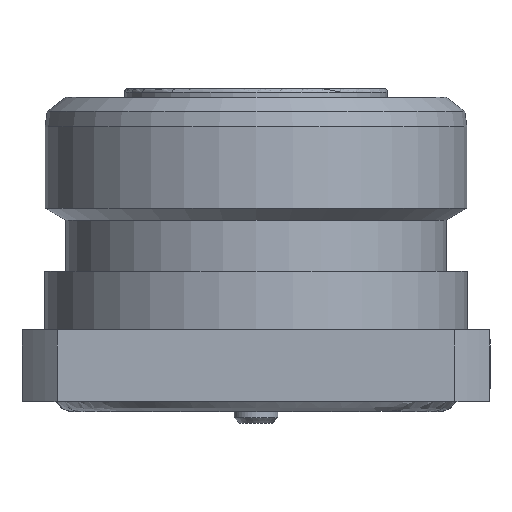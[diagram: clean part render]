
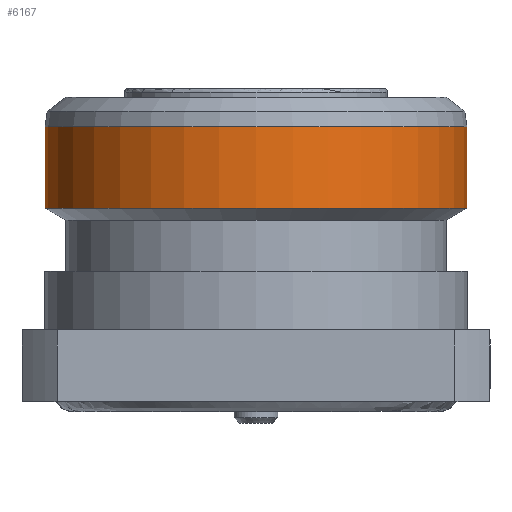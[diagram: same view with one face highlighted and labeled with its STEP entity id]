
A CAD part, front view. The second image highlights one B-rep face of the part: STEP entity #6167.
In plain terms, the highlighted cylindrical face has radius 14.42 mm (diameter 28.84 mm), a partial arc.
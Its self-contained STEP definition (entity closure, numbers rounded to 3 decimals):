
#94 = CARTESIAN_POINT ( 'NONE',  ( 14.42, 0., -2.6 ) ) ;
#95 = CARTESIAN_POINT ( 'NONE',  ( -14.42, 0., -2.6 ) ) ;
#135 = CARTESIAN_POINT ( 'NONE',  ( 14.42, 0., -8.18 ) ) ;
#201 = CARTESIAN_POINT ( 'NONE',  ( -14.42, 0., -8.18 ) ) ;
#470 = LINE ( 'NONE', #493, #492 ) ;
#491 = DIRECTION ( 'NONE',  ( 0., 0., 1. ) ) ;
#492 = VECTOR ( 'NONE', #491, 1000. ) ;
#493 = CARTESIAN_POINT ( 'NONE',  ( -14.42, 0., 1.82 ) ) ;
#3208 = FACE_OUTER_BOUND ( 'NONE', #6168, .T. ) ;
#3223 = DIRECTION ( 'NONE',  ( 1., 0., 0. ) ) ;
#3228 = CIRCLE ( 'NONE', #3296, 14.42 ) ;
#3246 = DIRECTION ( 'NONE',  ( 0., 0., -1. ) ) ;
#3247 = CARTESIAN_POINT ( 'NONE',  ( 0., 0., -8.18 ) ) ;
#3248 = DIRECTION ( 'NONE',  ( 1., 0., 0. ) ) ;
#3256 = DIRECTION ( 'NONE',  ( 0., 0., 1. ) ) ;
#3257 = CARTESIAN_POINT ( 'NONE',  ( 0., 0., 1.82 ) ) ;
#3280 = CYLINDRICAL_SURFACE ( 'NONE', #3321, 14.42 ) ;
#3296 = AXIS2_PLACEMENT_3D ( 'NONE', #3247, #3246, #3223 ) ;
#3321 = AXIS2_PLACEMENT_3D ( 'NONE', #3257, #3256, #3248 ) ;
#3659 = CIRCLE ( 'NONE', #3695, 14.42 ) ;
#3669 = DIRECTION ( 'NONE',  ( 1., 0., 0. ) ) ;
#3694 = CARTESIAN_POINT ( 'NONE',  ( 0., 0., -2.6 ) ) ;
#3695 = AXIS2_PLACEMENT_3D ( 'NONE', #3694, #3708, #3669 ) ;
#3708 = DIRECTION ( 'NONE',  ( 0., 0., -1. ) ) ;
#5079 = EDGE_CURVE ( 'NONE', #5121, #5110, #5824, .T. ) ;
#5098 = EDGE_CURVE ( 'NONE', #5172, #5111, #470, .T. ) ;
#5110 = VERTEX_POINT ( 'NONE', #94 ) ;
#5111 = VERTEX_POINT ( 'NONE', #95 ) ;
#5121 = VERTEX_POINT ( 'NONE', #135 ) ;
#5172 = VERTEX_POINT ( 'NONE', #201 ) ;
#5820 = DIRECTION ( 'NONE',  ( 0., 0., 1. ) ) ;
#5822 = VECTOR ( 'NONE', #5820, 1000. ) ;
#5823 = CARTESIAN_POINT ( 'NONE',  ( 14.42, 0., 1.82 ) ) ;
#5824 = LINE ( 'NONE', #5823, #5822 ) ;
#6167 = ADVANCED_FACE ( 'NONE', ( #3208 ), #3280, .T. ) ;
#6168 = EDGE_LOOP ( 'NONE', ( #6274, #6261, #6190, #6241 ) ) ;
#6190 = ORIENTED_EDGE ( 'NONE', *, *, #5079, .T. ) ;
#6191 = EDGE_CURVE ( 'NONE', #5121, #5172, #3228, .T. ) ;
#6241 = ORIENTED_EDGE ( 'NONE', *, *, #6284, .T. ) ;
#6261 = ORIENTED_EDGE ( 'NONE', *, *, #6191, .F. ) ;
#6274 = ORIENTED_EDGE ( 'NONE', *, *, #5098, .F. ) ;
#6284 = EDGE_CURVE ( 'NONE', #5110, #5111, #3659, .T. ) ;
